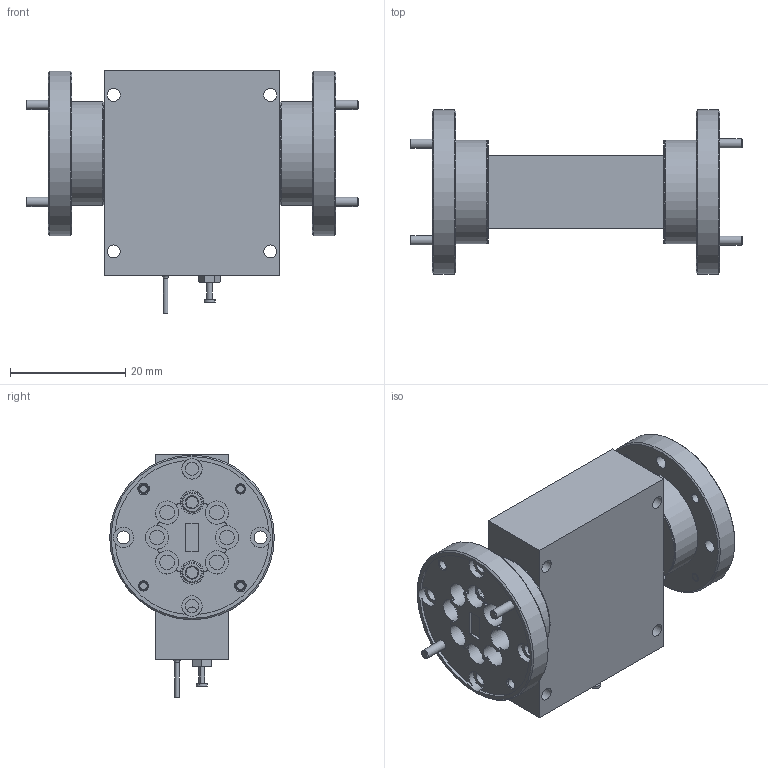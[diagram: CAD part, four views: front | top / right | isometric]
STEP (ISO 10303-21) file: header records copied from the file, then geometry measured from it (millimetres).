
FILE_DESCRIPTION (( 'STEP AP203' ), '1' );
FILE_NAME ('BU-SU-A-3.STEP', '2026-01-19T19:12:26', ( '' ), ( '' ), 'SwSTEP 2.0', 'SolidWorks 2021', '' );
FILE_SCHEMA (( 'CONFIG_CONTROL_DESIGN' ));
Length unit declared in the file: inch
Products named in the file (8): PEP-FP30625-SE1, df; PEP-GL0256-2, df; DMBX-WG-321-2, df; PHW-FHXXXX-Y DF_PHW-FH0013-1; BU-SU-A-3; DMUC-WC-317-1; DMUF-22-151-A1, df; PHW-SCXXXX-Y DF_PHW-SC0213-1
Assembly tree (14 placements, depth 2):
  BU-SU-A-3
    DMBX-WG-321-2, df
    DMUC-WC-317-1
    PHW-FHXXXX-Y DF_PHW-FH0013-1  x4
    PEP-GL0256-2, df
    PEP-FP30625-SE1, df
    DMUF-22-151-A1, df  x2
    PHW-SCXXXX-Y DF_PHW-SC0213-1  x4
Bounding box: 57.63 x 28.57 x 42.09 mm (x, y, z)
Volume: 19984.7 mm3; surface area: 12013.6 mm2
Topology: 19 solids, 35 shells, 537 faces, 1216 edges, 779 vertices
Faces by surface type: plane 238, cylinder 208, cone 90, torus 1
Full cylindrical faces by diameter (mm): 0.762 x1, 1.524 x4, 1.562 x4, 1.587 x12, 1.588 x8, 1.702 x4, 1.778 x13, 2.184 x4, 2.261 x12, 2.438 x2, 2.54 x16, 3.556 x12, 3.962 x1, 4.064 x16, 4.902 x1, 17.78 x2, 18.034 x2, 28.575 x2
Entity records: 7974 total; most frequent: CARTESIAN_POINT 1309, DIRECTION 1272, ORIENTED_EDGE 944, AXIS2_PLACEMENT_3D 557, EDGE_CURVE 472, EDGE_LOOP 416, VERTEX_POINT 354, FACE_OUTER_BOUND 335
